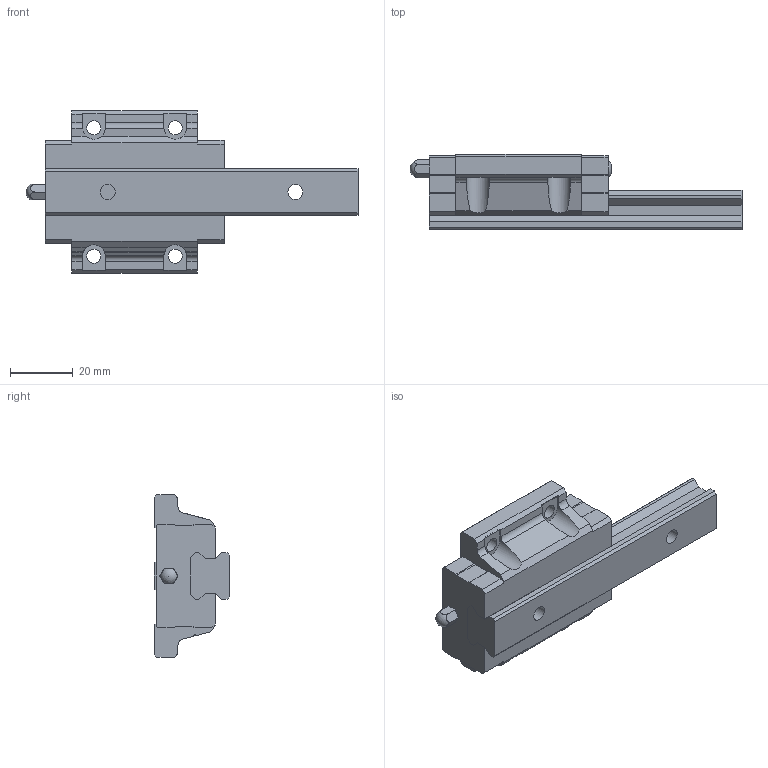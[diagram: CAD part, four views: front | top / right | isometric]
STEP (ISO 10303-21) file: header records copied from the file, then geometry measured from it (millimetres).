
FILE_DESCRIPTION(/* description */ ('STEP AP214'),/* implementation_level */ '2;1');
FILE_NAME(/* name */ 'LSD15F2N1X100S20AN-M4',/* time_stamp */ '2022-10-31T19:53:46+01:00',/* author */ ('License CC BY-ND 4.0'),/* organization */ ('CADENAS'),/* preprocessor_version */ 'ST-DEVELOPER v18.102',/* originating_system */ 'PARTsolutions',/* authorisation */ ' ');
FILE_SCHEMA (('AUTOMOTIVE_DESIGN {1 0 10303 214 3 1 1}'));
Length unit declared in the file: millimetre
Products named in the file (4): LSD15F2N1X100S20AN-M4; LSD15BK-F2N-N-A-M4; LSD15RLX100-S20-N-D; LSD15F2N1X100S20AN-M4_d
Assembly tree (3 placements, depth 2):
  LSD15F2N1X100S20AN-M4
    LSD15BK-F2N-N-A-M4
    LSD15RLX100-S20-N-D
    LSD15F2N1X100S20AN-M4_d
Bounding box: 106.1 x 24 x 52 mm (x, y, z)
Volume: 52815.3 mm3; surface area: 16568.7 mm2
Topology: 2 solids, 2 shells, 155 faces, 433 edges, 288 vertices
Faces by surface type: plane 128, cylinder 21, cone 4, sphere 1, torus 1
Full cylindrical faces by diameter (mm): 4.5 x4, 4.8 x2, 8 x2
Entity records: 4992 total; most frequent: CARTESIAN_POINT 908, ORIENTED_EDGE 836, DIRECTION 786, EDGE_CURVE 418, LINE 344, VECTOR 344, VERTEX_POINT 286, AXIS2_PLACEMENT_3D 221
